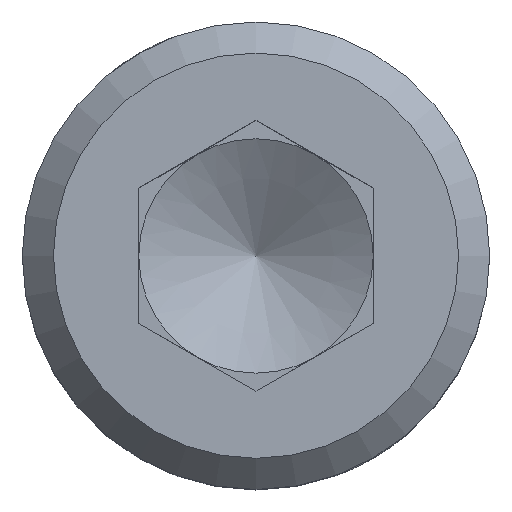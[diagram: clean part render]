
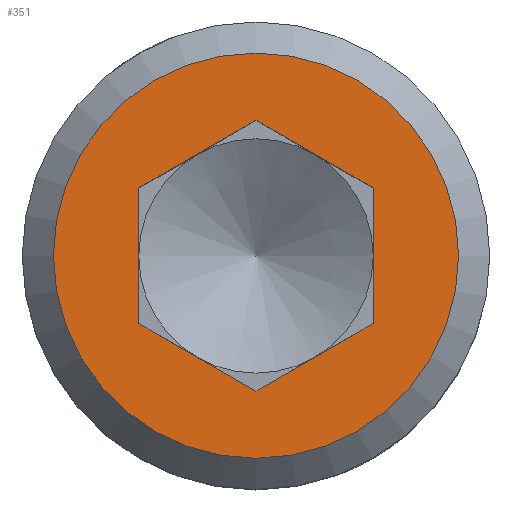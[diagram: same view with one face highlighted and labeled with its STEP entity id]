
A CAD part, top view. The second image highlights one B-rep face of the part: STEP entity #351.
In plain terms, the highlighted planar face has unit normal (0, 0, 1).
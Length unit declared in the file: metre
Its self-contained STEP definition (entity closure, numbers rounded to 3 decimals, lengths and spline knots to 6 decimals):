
#37=LINE('',#568,#61);
#38=LINE('',#571,#62);
#39=LINE('',#573,#63);
#40=LINE('',#575,#64);
#41=LINE('',#577,#65);
#42=LINE('',#579,#66);
#61=VECTOR('',#464,1.);
#62=VECTOR('',#465,1.);
#63=VECTOR('',#466,1.);
#64=VECTOR('',#467,1.);
#65=VECTOR('',#468,1.);
#66=VECTOR('',#469,1.);
#80=PLANE('',#395);
#107=ORIENTED_EDGE('',*,*,#191,.T.);
#108=ORIENTED_EDGE('',*,*,#192,.T.);
#109=ORIENTED_EDGE('',*,*,#193,.T.);
#110=ORIENTED_EDGE('',*,*,#194,.T.);
#111=ORIENTED_EDGE('',*,*,#195,.T.);
#112=ORIENTED_EDGE('',*,*,#196,.T.);
#113=ORIENTED_EDGE('',*,*,#197,.T.);
#191=EDGE_CURVE('',#229,#229,#254,.T.);
#192=EDGE_CURVE('',#230,#231,#37,.T.);
#193=EDGE_CURVE('',#231,#232,#38,.T.);
#194=EDGE_CURVE('',#232,#233,#39,.T.);
#195=EDGE_CURVE('',#233,#234,#40,.T.);
#196=EDGE_CURVE('',#234,#235,#41,.T.);
#197=EDGE_CURVE('',#235,#230,#42,.T.);
#229=VERTEX_POINT('',#567);
#230=VERTEX_POINT('',#569);
#231=VERTEX_POINT('',#570);
#232=VERTEX_POINT('',#572);
#233=VERTEX_POINT('',#574);
#234=VERTEX_POINT('',#576);
#235=VERTEX_POINT('',#578);
#254=CIRCLE('',#396,0.004128);
#270=EDGE_LOOP('',(#107));
#271=EDGE_LOOP('',(#108,#109,#110,#111,#112,#113));
#308=FACE_BOUND('',#270,.T.);
#309=FACE_BOUND('',#271,.T.);
#351=ADVANCED_FACE('',(#308,#309),#80,.T.);
#395=AXIS2_PLACEMENT_3D('',#565,#460,#461);
#396=AXIS2_PLACEMENT_3D('',#566,#462,#463);
#460=DIRECTION('',(0.,0.,1.));
#461=DIRECTION('',(1.,0.,0.));
#462=DIRECTION('',(0.,0.,1.));
#463=DIRECTION('',(1.,0.,0.));
#464=DIRECTION('',(0.866,0.5,0.));
#465=DIRECTION('',(0.866,-0.5,0.));
#466=DIRECTION('',(0.,-1.,0.));
#467=DIRECTION('',(-0.866,-0.5,0.));
#468=DIRECTION('',(-0.866,0.5,0.));
#469=DIRECTION('',(0.,1.,0.));
#565=CARTESIAN_POINT('',(0.,0.,0.00635));
#566=CARTESIAN_POINT('',(0.,0.,0.00635));
#567=CARTESIAN_POINT('',(0.004128,0.,0.00635));
#568=CARTESIAN_POINT('',(-0.001194,0.002068,0.00635));
#569=CARTESIAN_POINT('',(-0.002388,0.001378,0.00635));
#570=CARTESIAN_POINT('',(0.,0.002757,0.00635));
#571=CARTESIAN_POINT('',(0.001194,0.002068,0.00635));
#572=CARTESIAN_POINT('',(0.002388,0.001378,0.00635));
#573=CARTESIAN_POINT('',(0.002388,0.,0.00635));
#574=CARTESIAN_POINT('',(0.002388,-0.001378,0.00635));
#575=CARTESIAN_POINT('',(0.001194,-0.002068,0.00635));
#576=CARTESIAN_POINT('',(0.,-0.002757,0.00635));
#577=CARTESIAN_POINT('',(-0.001194,-0.002068,0.00635));
#578=CARTESIAN_POINT('',(-0.002388,-0.001378,0.00635));
#579=CARTESIAN_POINT('',(-0.002388,0.,0.00635));
